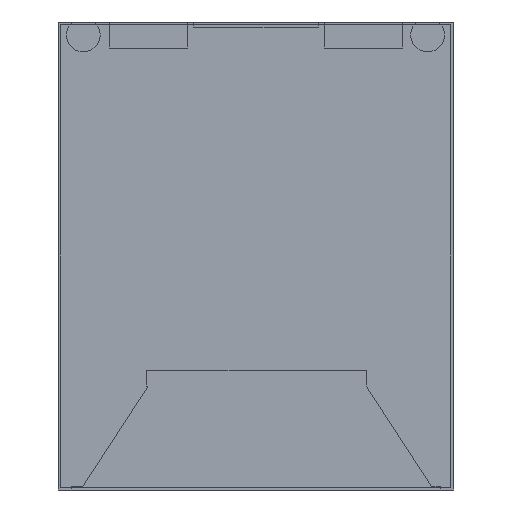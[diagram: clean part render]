
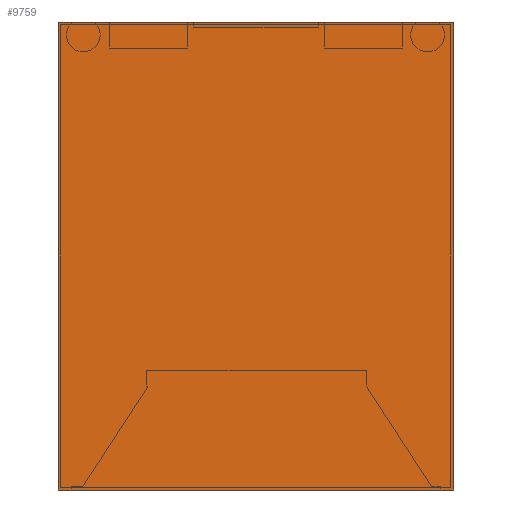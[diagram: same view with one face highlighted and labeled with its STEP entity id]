
A CAD part, front view. The second image highlights one B-rep face of the part: STEP entity #9759.
In plain terms, the highlighted planar face has unit normal (0, -1, 0).
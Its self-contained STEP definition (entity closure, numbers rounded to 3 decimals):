
#633=FACE_OUTER_BOUND('',#1253,.T.);
#1253=EDGE_LOOP('',(#8685,#8686,#8687,#8688));
#2562=LINE('',#15405,#3876);
#2565=LINE('',#15410,#3879);
#2567=LINE('',#15414,#3881);
#2568=LINE('',#15417,#3882);
#3876=VECTOR('',#12685,90.);
#3879=VECTOR('',#12690,76.);
#3881=VECTOR('',#12694,90.);
#3882=VECTOR('',#12699,76.);
#4747=VERTEX_POINT('',#15402);
#4748=VERTEX_POINT('',#15404);
#4749=VERTEX_POINT('',#15408);
#4750=VERTEX_POINT('',#15412);
#6058=EDGE_CURVE('',#4748,#4747,#2562,.T.);
#6061=EDGE_CURVE('',#4747,#4749,#2565,.T.);
#6063=EDGE_CURVE('',#4749,#4750,#2567,.T.);
#6064=EDGE_CURVE('',#4748,#4750,#2568,.T.);
#8685=ORIENTED_EDGE('',*,*,#6064,.F.);
#8686=ORIENTED_EDGE('',*,*,#6058,.T.);
#8687=ORIENTED_EDGE('',*,*,#6061,.T.);
#8688=ORIENTED_EDGE('',*,*,#6063,.T.);
#9225=PLANE('',#10316);
#9759=ADVANCED_FACE('',(#633),#9225,.F.);
#10316=AXIS2_PLACEMENT_3D('',#15416,#12697,#12698);
#12685=DIRECTION('',(0.,0.,1.));
#12690=DIRECTION('',(-1.,0.,0.));
#12694=DIRECTION('',(0.,0.,-1.));
#12697=DIRECTION('center_axis',(0.,1.,0.));
#12698=DIRECTION('ref_axis',(0.,0.,1.));
#12699=DIRECTION('',(-1.,0.,0.));
#15402=CARTESIAN_POINT('',(37.893,-1689.25,0.));
#15404=CARTESIAN_POINT('',(37.893,-1689.25,-90.));
#15405=CARTESIAN_POINT('',(37.893,-1689.25,-90.));
#15408=CARTESIAN_POINT('',(-38.107,-1689.25,0.));
#15410=CARTESIAN_POINT('',(37.893,-1689.25,0.));
#15412=CARTESIAN_POINT('',(-38.107,-1689.25,-90.));
#15414=CARTESIAN_POINT('',(-38.107,-1689.25,0.));
#15416=CARTESIAN_POINT('Origin',(-0.107,-1689.25,-45.));
#15417=CARTESIAN_POINT('',(37.893,-1689.25,-90.));
